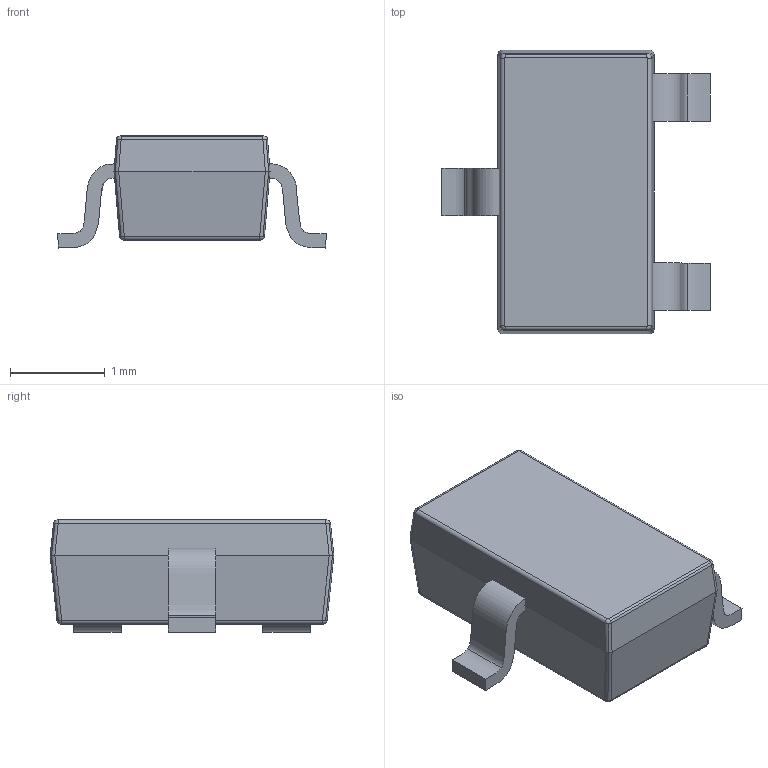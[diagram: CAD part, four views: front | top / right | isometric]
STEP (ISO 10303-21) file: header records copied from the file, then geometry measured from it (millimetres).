
FILE_DESCRIPTION (( 'STEP AP203' ), '1' );
FILE_NAME ('smd-transistor-SOT23-3.step_Default_sldprt.STEP', '2025-04-23T09:08:12', ( '' ), ( '' ), 'SwSTEP 2.0', 'SolidWorks 2024', '' );
FILE_SCHEMA (( 'CONFIG_CONTROL_DESIGN' ));
Length unit declared in the file: millimetre
Products named in the file (1): smd-transistor-SOT23-3.step_Default_sldprt
Bounding box: 2.84 x 3 x 1.18 mm (x, y, z)
Volume: 5.4 mm3; surface area: 23.7 mm2
Topology: 4 solids, 4 shells, 67 faces, 149 edges, 90 vertices
Faces by surface type: cylinder 28, plane 22, bspline 17
Entity records: 2644 total; most frequent: CARTESIAN_POINT 1256, ORIENTED_EDGE 298, DIRECTION 225, EDGE_CURVE 149, VERTEX_POINT 90, VECTOR 75, LINE 75, AXIS2_PLACEMENT_3D 75
